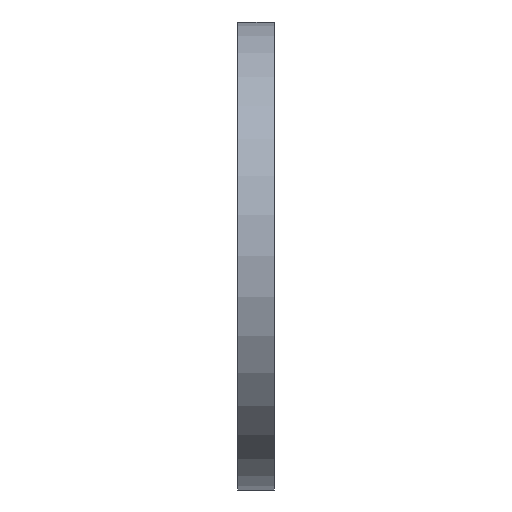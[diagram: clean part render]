
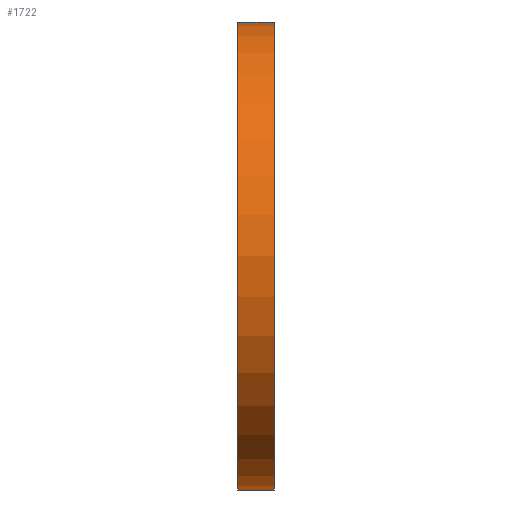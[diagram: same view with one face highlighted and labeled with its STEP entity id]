
A CAD part, left-side view. The second image highlights one B-rep face of the part: STEP entity #1722.
In plain terms, the highlighted cylindrical face has radius 16 mm (diameter 32 mm), a partial arc.
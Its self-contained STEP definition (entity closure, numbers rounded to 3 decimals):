
#42 = VERTEX_POINT ( 'NONE', #2846 ) ;
#61 = CARTESIAN_POINT ( 'NONE',  ( 0., 2.5, 0. ) ) ;
#132 = EDGE_CURVE ( 'NONE', #5487, #3526, #359, .T. ) ;
#359 = LINE ( 'NONE', #5877, #2459 ) ;
#363 = CARTESIAN_POINT ( 'NONE',  ( 0., 2.5, -16. ) ) ;
#414 = FACE_OUTER_BOUND ( 'NONE', #4834, .T. ) ;
#705 = ORIENTED_EDGE ( 'NONE', *, *, #132, .T. ) ;
#849 = ORIENTED_EDGE ( 'NONE', *, *, #3193, .T. ) ;
#1137 = DIRECTION ( 'NONE',  ( 0., 0., -1. ) ) ;
#1339 = DIRECTION ( 'NONE',  ( 0., -1., 0. ) ) ;
#1411 = DIRECTION ( 'NONE',  ( 0., 1., 0. ) ) ;
#1479 = LINE ( 'NONE', #3297, #6124 ) ;
#1484 = CARTESIAN_POINT ( 'NONE',  ( 0., 2.5, 0. ) ) ;
#1548 = AXIS2_PLACEMENT_3D ( 'NONE', #1484, #1411, #5578 ) ;
#1712 = CARTESIAN_POINT ( 'NONE',  ( 0., 0., -16. ) ) ;
#1722 = ADVANCED_FACE ( 'NONE', ( #414 ), #4537, .T. ) ;
#1975 = DIRECTION ( 'NONE',  ( 0., 0., 1. ) ) ;
#2383 = EDGE_CURVE ( 'NONE', #5397, #42, #1479, .T. ) ;
#2459 = VECTOR ( 'NONE', #1339, 1000. ) ;
#2635 = EDGE_CURVE ( 'NONE', #5487, #5397, #6625, .T. ) ;
#2846 = CARTESIAN_POINT ( 'NONE',  ( 0., 0., 16. ) ) ;
#3193 = EDGE_CURVE ( 'NONE', #3526, #42, #3669, .T. ) ;
#3297 = CARTESIAN_POINT ( 'NONE',  ( 0., 2.5, 16. ) ) ;
#3526 = VERTEX_POINT ( 'NONE', #1712 ) ;
#3644 = DIRECTION ( 'NONE',  ( 0., -1., 0. ) ) ;
#3669 = CIRCLE ( 'NONE', #6688, 16. ) ;
#3842 = ORIENTED_EDGE ( 'NONE', *, *, #2383, .F. ) ;
#4287 = DIRECTION ( 'NONE',  ( 0., -1., 0. ) ) ;
#4352 = CARTESIAN_POINT ( 'NONE',  ( 0., 2.5, 16. ) ) ;
#4537 = CYLINDRICAL_SURFACE ( 'NONE', #4966, 16. ) ;
#4834 = EDGE_LOOP ( 'NONE', ( #849, #3842, #6126, #705 ) ) ;
#4966 = AXIS2_PLACEMENT_3D ( 'NONE', #61, #3644, #1137 ) ;
#5397 = VERTEX_POINT ( 'NONE', #4352 ) ;
#5487 = VERTEX_POINT ( 'NONE', #363 ) ;
#5578 = DIRECTION ( 'NONE',  ( 0., 0., 1. ) ) ;
#5877 = CARTESIAN_POINT ( 'NONE',  ( 0., 2.5, -16. ) ) ;
#6124 = VECTOR ( 'NONE', #4287, 1000. ) ;
#6126 = ORIENTED_EDGE ( 'NONE', *, *, #2635, .F. ) ;
#6400 = CARTESIAN_POINT ( 'NONE',  ( 0., 0., 0. ) ) ;
#6564 = DIRECTION ( 'NONE',  ( 0., 1., 0. ) ) ;
#6625 = CIRCLE ( 'NONE', #1548, 16. ) ;
#6688 = AXIS2_PLACEMENT_3D ( 'NONE', #6400, #6564, #1975 ) ;
